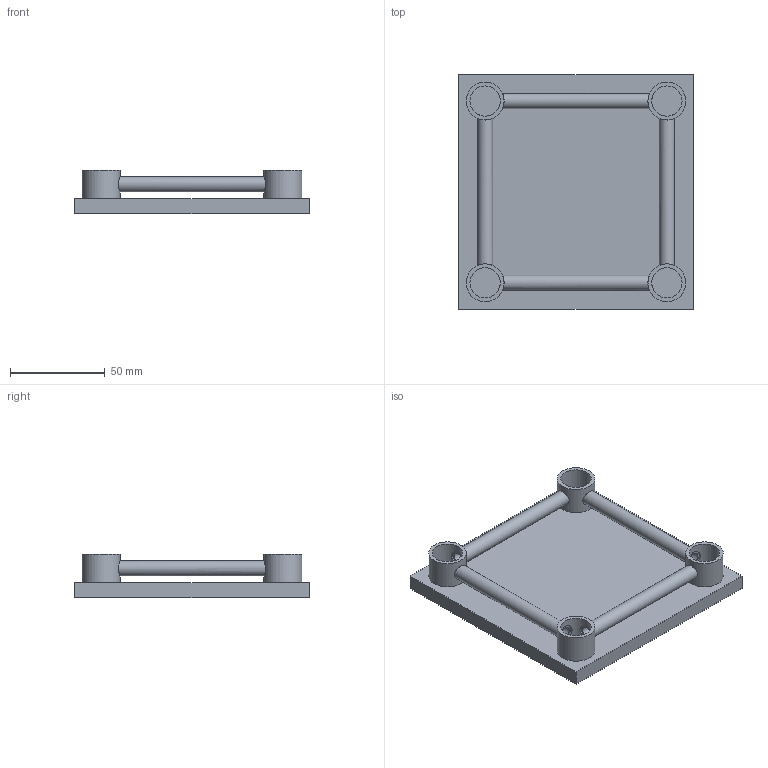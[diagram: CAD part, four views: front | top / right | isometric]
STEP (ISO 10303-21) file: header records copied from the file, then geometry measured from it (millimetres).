
FILE_DESCRIPTION(/* description */ (''),/* implementation_level */ '2;1');
FILE_NAME(/* name */ 'Exercise - 100.step',/* time_stamp */ '2025-12-13T18:06:56+05:30',/* author */ (''),/* organization */ (''),/* preprocessor_version */ 'ST-DEVELOPER v20.1',/* originating_system */ 'Autodesk Translation Framework v14.21.0.0',/* authorisation */ '');
FILE_SCHEMA (('AUTOMOTIVE_DESIGN { 1 0 10303 214 3 1 1 }'));
Length unit declared in the file: millimetre
Products named in the file (1): Exercise - 100
Bounding box: 124 x 124 x 23 mm (x, y, z)
Volume: 136004.8 mm3; surface area: 54716.3 mm2
Topology: 1 solids, 1 shells, 54 faces, 118 edges, 74 vertices
Faces by surface type: cylinder 32, plane 22
Full cylindrical faces by diameter (mm): 6 x4, 8 x4, 16 x4, 20 x4
Entity records: 2007 total; most frequent: CARTESIAN_POINT 803, ORIENTED_EDGE 236, DIRECTION 226, EDGE_CURVE 118, AXIS2_PLACEMENT_3D 95, EDGE_LOOP 78, VERTEX_POINT 74, FACE_OUTER_BOUND 54
